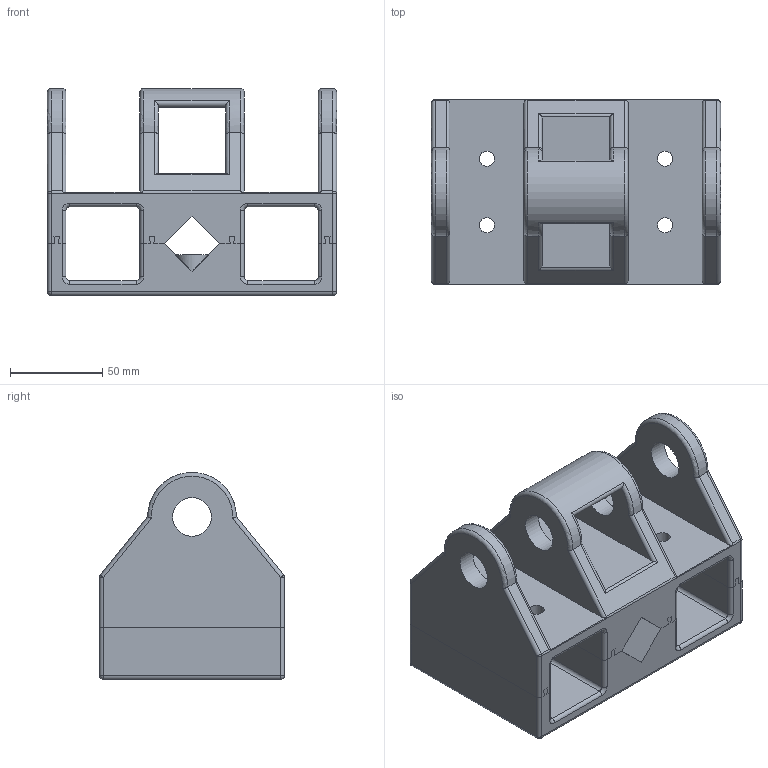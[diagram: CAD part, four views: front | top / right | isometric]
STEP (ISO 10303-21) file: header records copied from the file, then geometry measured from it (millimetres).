
FILE_DESCRIPTION(/* description */ (''),/* implementation_level */ '2;1');
FILE_NAME(/* name */ '4040_2to2_BaseHinge2.step',/* time_stamp */ '2026-02-01T10:54:19-06:00',/* author */ (''),/* organization */ (''),/* preprocessor_version */ 'ST-DEVELOPER v20.1',/* originating_system */ 'Autodesk Translation Framework v14.24.0.0',/* authorisation */ '');
FILE_SCHEMA (('AUTOMOTIVE_DESIGN { 1 0 10303 214 3 1 1 }'));
Length unit declared in the file: millimetre
Products named in the file (2): 4040_2to2_BaseHingeOld; 2to2_BaseHinge
Assembly tree (1 placements, depth 2):
  4040_2to2_BaseHingeOld
    2to2_BaseHinge
Bounding box: 156.5 x 100 x 112 mm (x, y, z)
Volume: 667495.8 mm3; surface area: 137872.7 mm2
Topology: 2 solids, 2 shells, 202 faces, 528 edges, 328 vertices
Faces by surface type: cylinder 85, plane 83, torus 26, sphere 8
Full cylindrical faces by diameter (mm): 6.779 x2, 8.25 x8, 16.5 x2, 21 x4
Entity records: 6510 total; most frequent: CARTESIAN_POINT 1327, DIRECTION 1114, ORIENTED_EDGE 1056, EDGE_CURVE 528, AXIS2_PLACEMENT_3D 401, VERTEX_POINT 328, LINE 312, VECTOR 312
